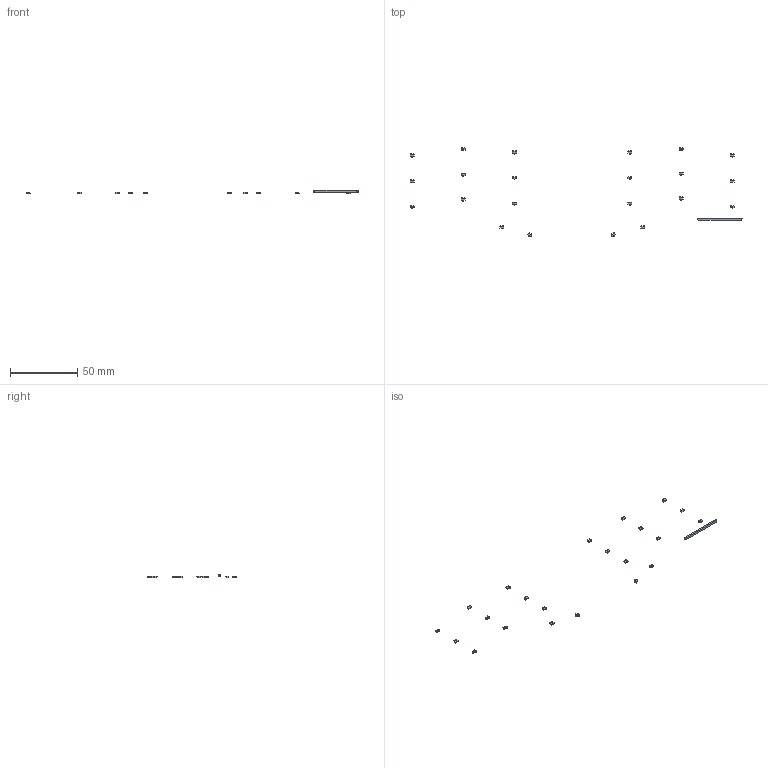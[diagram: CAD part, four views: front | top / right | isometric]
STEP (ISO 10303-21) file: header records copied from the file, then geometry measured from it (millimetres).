
FILE_DESCRIPTION(('KiCad electronic assembly'),'2;1');
FILE_NAME('corne-light.step','2021-01-11T11:59:11',('An Author'),( 'A Company'),'Open CASCADE STEP processor 6.9', 'KiCad to STEP converter','Unknown');
FILE_SCHEMA(('AUTOMOTIVE_DESIGN { 1 0 10303 214 1 1 1 1 }'));
Length unit declared in the file: millimetre
Products named in the file (4): Open CASCADE STEP translator 6.9 1; SOT-23; SOLID; COMPOUND
Assembly tree (24 placements, depth 3):
  Open CASCADE STEP translator 6.9 1
    SOT-23  x22
      SOLID
    COMPOUND
Bounding box: 246.18 x 66.06 x 2.85 mm (x, y, z)
Volume: 167.6 mm3; surface area: 630.4 mm2
Topology: 23 solids, 23 shells, 1698 faces, 4032 edges, 2380 vertices
Faces by surface type: plane 837, bspline 594, cylinder 267
Entity records: 6937 total; most frequent: CARTESIAN_POINT 1279, DIRECTION 885, LINE 607, VECTOR 607, ORIENTED_EDGE 504, PCURVE 504, DEFINITIONAL_REPRESENTATION 504, EDGE_CURVE 252
